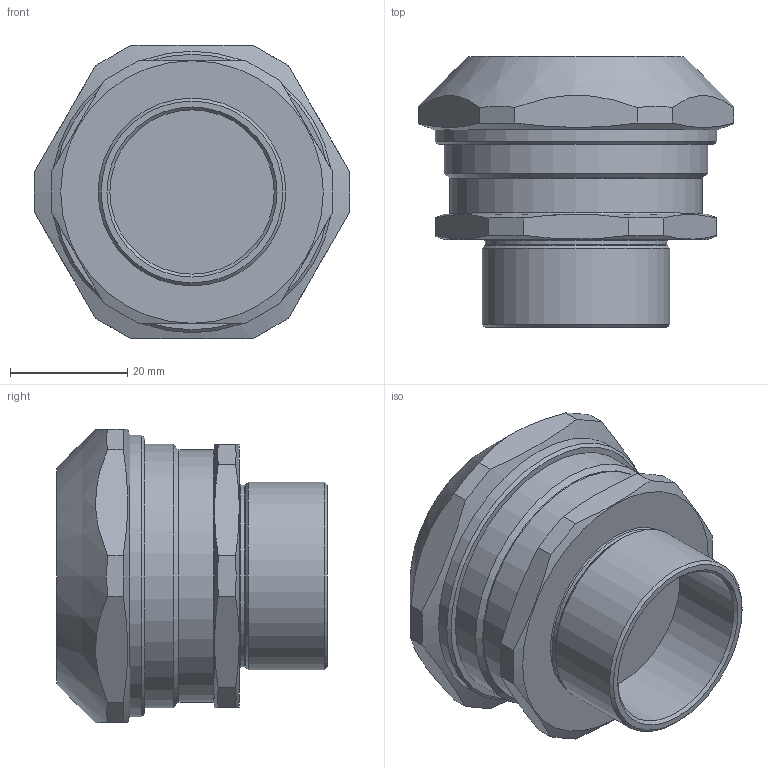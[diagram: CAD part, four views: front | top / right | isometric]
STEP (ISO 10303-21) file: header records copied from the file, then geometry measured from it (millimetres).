
FILE_DESCRIPTION(/* description */ (''),/* implementation_level */ '2;1');
FILE_NAME(/* name */ 'ГОФРОМАТИК MTK-M32-T25.stp',/* time_stamp */ '2023-06-15T09:53:51+07:00',/* author */ ('zeta-09'),/* organization */ (''),/* preprocessor_version */ 'ST-DEVELOPER v18.1',/* originating_system */ 'Autodesk Inventor 2021',/* authorisation */ '');
FILE_SCHEMA (('AUTOMOTIVE_DESIGN { 1 0 10303 214 3 1 1 }'));
Length unit declared in the file: millimetre
Products named in the file (1): Деталь4
Bounding box: 53.73 x 46.2 x 50 mm (x, y, z)
Volume: 54635.2 mm3; surface area: 11151.2 mm2
Topology: 1 solids, 1 shells, 51 faces, 126 edges, 82 vertices
Faces by surface type: plane 31, cone 9, cylinder 7, torus 4
Full cylindrical faces by diameter (mm): 28 x1, 31 x1, 32 x1, 34.5 x1, 43.1 x1, 44.9 x1, 48 x1
Entity records: 1553 total; most frequent: CARTESIAN_POINT 364, ORIENTED_EDGE 252, DIRECTION 212, EDGE_CURVE 126, AXIS2_PLACEMENT_3D 86, VERTEX_POINT 82, EDGE_LOOP 56, FACE_OUTER_BOUND 51
